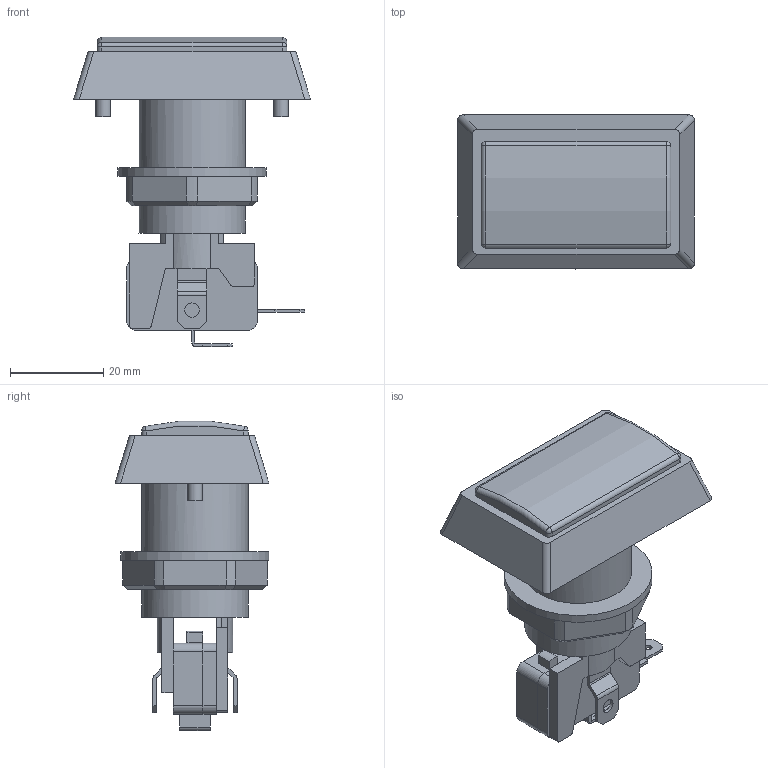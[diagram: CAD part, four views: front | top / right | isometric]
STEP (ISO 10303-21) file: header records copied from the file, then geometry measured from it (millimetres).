
FILE_DESCRIPTION(('FreeCAD Model'),'2;1');
FILE_NAME('Credit Button Assy (Atomic).step', '2021-01-05T12:37:17',('Author'),(''), 'Open CASCADE STEP processor 7.3','FreeCAD','Unknown');
FILE_SCHEMA(('AUTOMOTIVE_DESIGN { 1 0 10303 214 1 1 1 1 }'));
Length unit declared in the file: millimetre
Products named in the file (4): Atomic_Credit_Button; Button; Switch; Nut
Assembly tree (3 placements, depth 2):
  Atomic_Credit_Button
    Button
    Switch
    Nut
Bounding box: 50.74 x 33.01 x 66.28 mm (x, y, z)
Volume: 36241.5 mm3; surface area: 13818.2 mm2
Topology: 8 solids, 8 shells, 198 faces, 3628 edges, 18822 vertices
Faces by surface type: plane 128, cylinder 58, cone 6, sphere 4, torus 2
Full cylindrical faces by diameter (mm): 1.524 x2, 2.54 x4, 3.048 x2, 3.175 x2, 22.86 x3, 31.75 x1
Entity records: 53002 total; most frequent: CARTESIAN_POINT 24692, DIRECTION 6020, LINE 3297, VECTOR 3297, GEOMETRIC_CURVE_SET 3111, TRIMMED_CURVE 3104, AXIS2_PLACEMENT_3D 1315, ORIENTED_EDGE 1032
